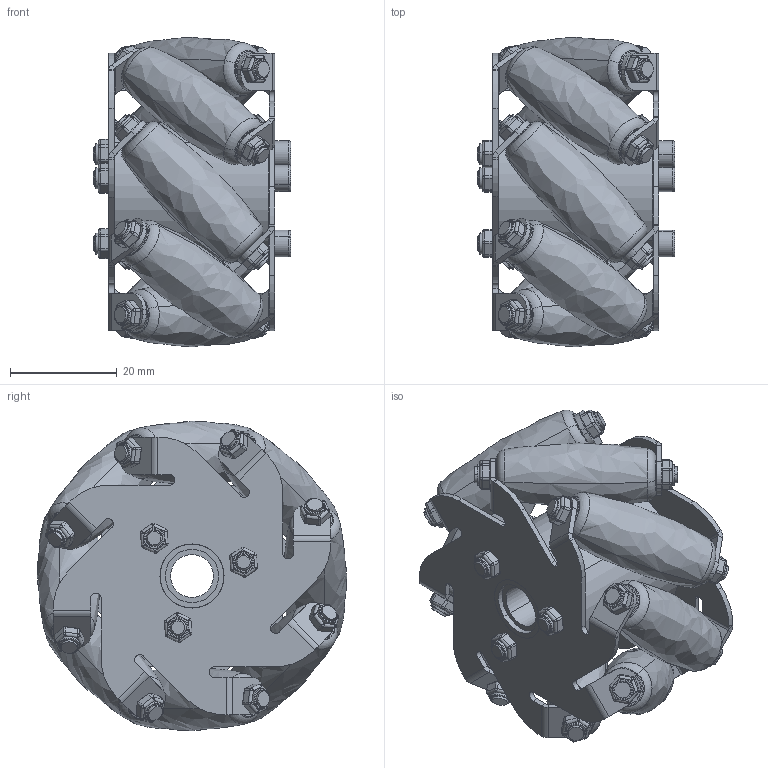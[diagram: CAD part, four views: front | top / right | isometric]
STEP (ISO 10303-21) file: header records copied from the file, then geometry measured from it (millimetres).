
FILE_DESCRIPTION (( 'STEP AP214' ), '1' );
FILE_NAME ('Mecanum_Wheel_60mm_Left_ASM_AP214.STEP', '2015-10-21T11:30:28', ( '' ), ( '' ), 'SwSTEP 2.0', 'SolidWorks 2014', '' );
FILE_SCHEMA (( 'AUTOMOTIVE_DESIGN' ));
Length unit declared in the file: millimetre
Products named in the file (8): plate_1_Varsayilan; Mecanum_Wheel_60mm_Left_ASM_AP214; two_sided_screw_Varsayilan; 3mm_bolt_Varsayilan; roller_Varsayilan; 3x35_screw_Varsayilan; liner_Varsayilan; inner_cylinder_Varsayilan
Assembly tree (57 placements, depth 2):
  Mecanum_Wheel_60mm_Left_ASM_AP214
    plate_1_Varsayilan  x2
    roller_Varsayilan  x8
    inner_cylinder_Varsayilan
    liner_Varsayilan  x16
    3x35_screw_Varsayilan  x3
    3mm_bolt_Varsayilan  x19
    two_sided_screw_Varsayilan  x8
Bounding box: 37 x 57.99 x 57.99 mm (x, y, z)
Volume: 41912.7 mm3; surface area: 32124.5 mm2
Topology: 57 solids, 57 shells, 1865 faces, 4132 edges, 2353 vertices
Faces by surface type: cylinder 729, plane 530, torus 375, sphere 133, cone 82, bspline 16
Entity records: 9268 total; most frequent: DIRECTION 1720, CARTESIAN_POINT 1524, ORIENTED_EDGE 1390, EDGE_CURVE 695, AXIS2_PLACEMENT_3D 679, VERTEX_POINT 419, VECTOR 362, LINE 362
